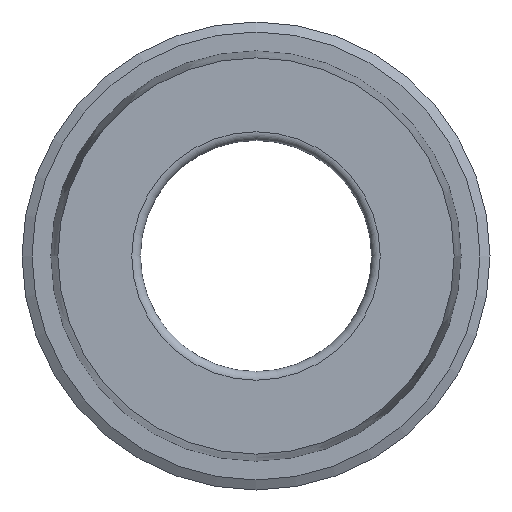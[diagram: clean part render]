
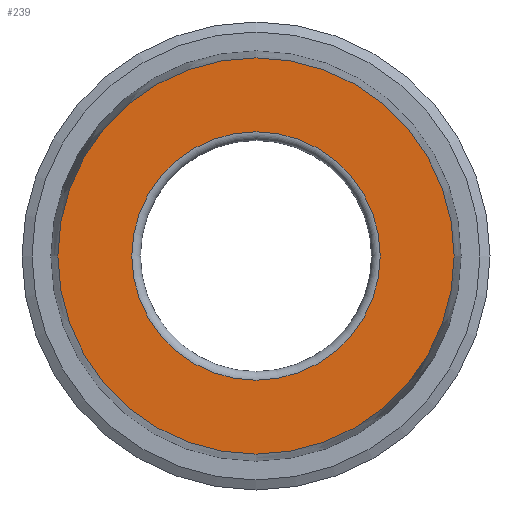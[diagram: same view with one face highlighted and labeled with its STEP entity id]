
A CAD part, front view. The second image highlights one B-rep face of the part: STEP entity #239.
In plain terms, the highlighted planar face has unit normal (0, -1, 0).
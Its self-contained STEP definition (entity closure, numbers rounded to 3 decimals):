
#21=FACE_BOUND('',#68,.T.);
#27=PLANE('',#288);
#46=FACE_OUTER_BOUND('',#67,.T.);
#67=EDGE_LOOP('',(#209));
#68=EDGE_LOOP('',(#210));
#107=CIRCLE('',#286,21.5);
#109=CIRCLE('',#289,34.295);
#127=VERTEX_POINT('',#434);
#128=VERTEX_POINT('',#438);
#154=EDGE_CURVE('',#127,#127,#107,.T.);
#156=EDGE_CURVE('',#128,#128,#109,.T.);
#209=ORIENTED_EDGE('',*,*,#156,.F.);
#210=ORIENTED_EDGE('',*,*,#154,.T.);
#239=ADVANCED_FACE('',(#46,#21),#27,.T.);
#286=AXIS2_PLACEMENT_3D('',#435,#362,#363);
#288=AXIS2_PLACEMENT_3D('',#437,#366,#367);
#289=AXIS2_PLACEMENT_3D('',#439,#368,#369);
#362=DIRECTION('center_axis',(0.,1.,0.));
#363=DIRECTION('ref_axis',(1.,0.,0.));
#366=DIRECTION('center_axis',(0.,-1.,0.));
#367=DIRECTION('ref_axis',(0.,0.,-1.));
#368=DIRECTION('center_axis',(0.,1.,0.));
#369=DIRECTION('ref_axis',(1.,0.,0.));
#434=CARTESIAN_POINT('',(0.,6.077,-21.5));
#435=CARTESIAN_POINT('Origin',(0.,6.077,0.));
#437=CARTESIAN_POINT('Origin',(27.897,6.077,0.));
#438=CARTESIAN_POINT('',(-34.295,6.077,0.));
#439=CARTESIAN_POINT('Origin',(0.,6.077,0.));
